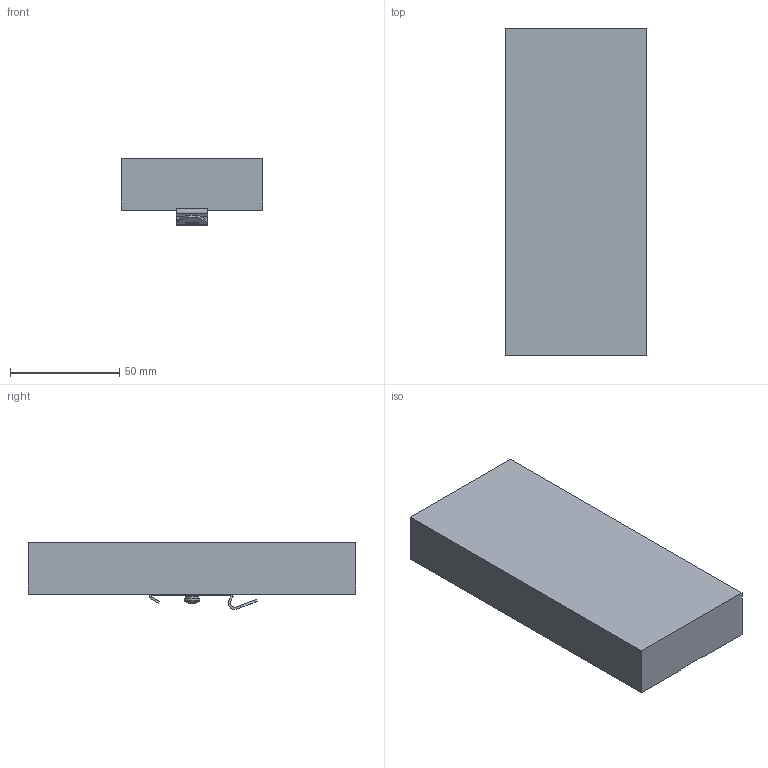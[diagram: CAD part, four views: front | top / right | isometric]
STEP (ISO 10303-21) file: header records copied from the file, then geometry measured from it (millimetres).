
FILE_DESCRIPTION(/* description */ (''),/* implementation_level */ '2;1');
FILE_NAME(/* name */ 'SNT-100-410.step',/* time_stamp */ '2021-02-18T16:42:45+03:00',/* author */ (''),/* organization */ (''),/* preprocessor_version */ 'ST-DEVELOPER v18.1',/* originating_system */ 'Autodesk Translation Framework v9.7.1.1290',/* authorisation */ '');
FILE_SCHEMA (('AUTOMOTIVE_DESIGN { 1 0 10303 214 3 1 1 }'));
Length unit declared in the file: millimetre
Products named in the file (3): VR3_mini; DIN-clip v6; DIN7981 3,5x9,5 Copy
Assembly tree (2 placements, depth 2):
  VR3_mini
    DIN-clip v6
    DIN7981 3,5x9,5 Copy
Bounding box: 65 x 150 x 30.55 mm (x, y, z)
Volume: 229429.5 mm3; surface area: 31763.4 mm2
Topology: 3 solids, 3 shells, 179 faces, 457 edges, 277 vertices
Faces by surface type: plane 60, cylinder 39, torus 30, bspline 29, sphere 17, cone 4
Full cylindrical faces by diameter (mm): 2.575 x2, 4.2 x1, 6.2 x1, 6.9 x1
Entity records: 7098 total; most frequent: CARTESIAN_POINT 2848, ORIENTED_EDGE 896, DIRECTION 856, EDGE_CURVE 448, AXIS2_PLACEMENT_3D 346, VERTEX_POINT 277, CIRCLE 191, EDGE_LOOP 185
